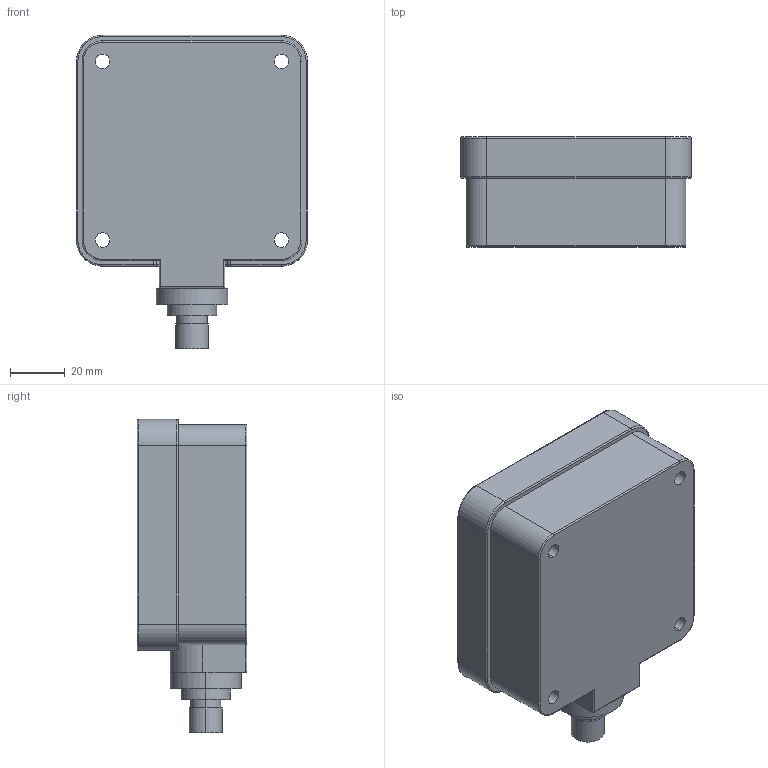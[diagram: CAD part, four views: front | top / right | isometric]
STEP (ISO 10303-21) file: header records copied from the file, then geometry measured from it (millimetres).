
FILE_DESCRIPTION((''),'2;1');
FILE_NAME('CAD0368A','2013-04-04T',('mabamberg'),(''),'PRO/ENGINEER BY PARAMETRIC TECHNOLOGY CORPORATION, 2006300','PRO/ENGINEER BY PARAMETRIC TECHNOLOGY CORPORATION, 2006300','');
FILE_SCHEMA(('CONFIG_CONTROL_DESIGN'));
Length unit declared in the file: millimetre
Products named in the file (1): CAD0368A
Bounding box: 84 x 40 x 114 mm (x, y, z)
Volume: 264846 mm3; surface area: 32638.8 mm2
Topology: 1 solids, 1 shells, 100 faces, 234 edges, 143 vertices
Faces by surface type: cylinder 57, plane 27, torus 14, bspline 2
Entity records: 3821 total; most frequent: DIRECTION 552, CARTESIAN_POINT 533, ORIENTED_EDGE 468, PRESENTATION_STYLE_ASSIGNMENT 241, STYLED_ITEM 235, CURVE_STYLE 234, EDGE_CURVE 234, AXIS2_PLACEMENT_3D 224
